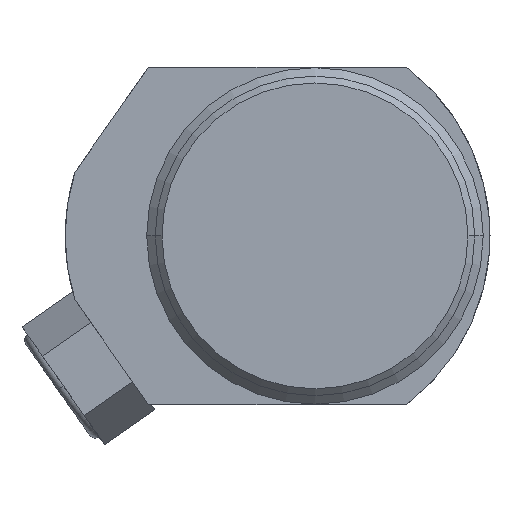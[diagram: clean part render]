
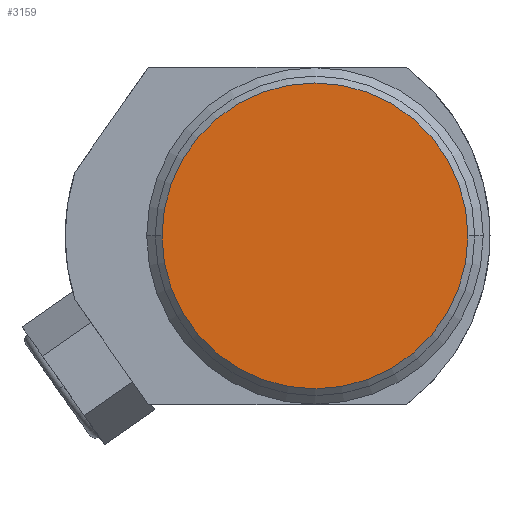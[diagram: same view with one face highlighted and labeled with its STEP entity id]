
A CAD part, left-side view. The second image highlights one B-rep face of the part: STEP entity #3159.
In plain terms, the highlighted planar face has unit normal (-1, 0, 0).
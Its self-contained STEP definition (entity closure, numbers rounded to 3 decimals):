
#972=CARTESIAN_POINT('',(-60.147,-4.191,0.));
#973=DIRECTION('',(-1.,0.,0.));
#974=DIRECTION('',(0.,1.,0.));
#975=AXIS2_PLACEMENT_3D('',#972,#973,#974);
#1002=CARTESIAN_POINT('',(-60.147,-4.191,0.));
#1003=DIRECTION('',(1.,0.,0.));
#1004=DIRECTION('',(0.,1.,0.));
#1005=AXIS2_PLACEMENT_3D('',#1002,#1003,#1004);
#2191=CARTESIAN_POINT('',(-60.147,12.954,0.));
#2192=CARTESIAN_POINT('',(-60.147,-21.336,0.));
#2193=VERTEX_POINT('',#2191);
#2194=VERTEX_POINT('',#2192);
#3149=CARTESIAN_POINT('',(-60.147,0.,0.));
#3150=DIRECTION('',(1.,0.,0.));
#3151=DIRECTION('',(0.,0.,-1.));
#3152=AXIS2_PLACEMENT_3D('',#3149,#3150,#3151);
#3153=PLANE('',#3152);
#3154=ORIENTED_EDGE('',*,*,#3139,.F.);
#3156=ORIENTED_EDGE('',*,*,#3155,.T.);
#3157=EDGE_LOOP('',(#3154,#3156));
#3158=FACE_OUTER_BOUND('',#3157,.F.);
#976=CIRCLE('',#975,17.145);
#1006=CIRCLE('',#1005,17.145);
#3139=EDGE_CURVE('',#2193,#2194,#976,.T.);
#3155=EDGE_CURVE('',#2193,#2194,#1006,.T.);
#3159=ADVANCED_FACE('',(#3158),#3153,.F.);
